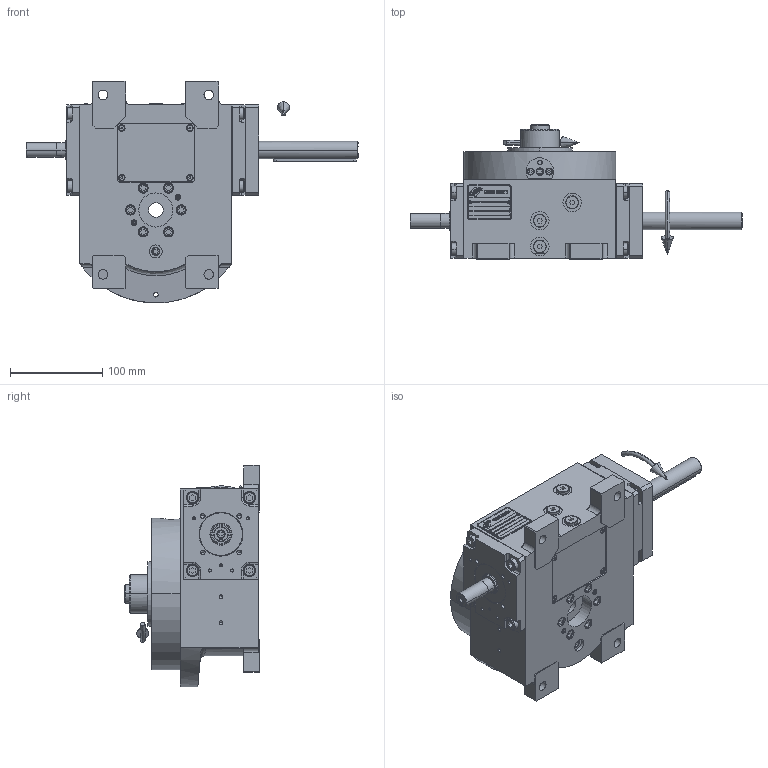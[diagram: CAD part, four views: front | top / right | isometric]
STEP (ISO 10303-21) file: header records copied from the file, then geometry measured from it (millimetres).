
FILE_DESCRIPTION (( 'STEP AP203' ), '1' );
FILE_NAME ('PC5200453.step', '2024-07-02T06:58:53', ( '' ), ( '' ), 'SwSTEP 2.0', 'SolidWorks 2020', '' );
FILE_SCHEMA (( 'CONFIG_CONTROL_DESIGN' ));
Length unit declared in the file: millimetre
Products named in the file (76): rig06_021; AS_rig04_004_s_002; cfn2128_05_006; cfn2000_01_151; rig04_004_s_001; rig04_003_10; AS_rig04_002_bl_011; cfn2000_01_147; freccia_angolare; cfn2223_01-390x6-b; cfn2107_01_001; rig04_002_bl_011; cfn2000_01_129; cfn2203_02_001; cfn2104_02_017; 900_38_30_003; rig04_004; cfn2003_01_063; cfn2077_01_018; cfn2155_01_007; AS_cfn2476_01_001_48x38; AS_rig04_014; cfn2070_05_001; cfn2476_01_001_48x38; olio_agip_blasia_150; cfn2000_01_161; PC5200453; AS_rig04_004_s_001; cfn2155_01_038; cfn2155_01_055; cfn2128_04_011; cfn2151_01_092; cfn2151_01_087; AS_900_38_30_003; cfn2276_01_065; rig04_001_a_s_012; cfn2000_01_185; cfn2151_01_162; cfn2104_01_002; cfn2155_01_186 ...
Assembly tree (75 placements, depth 3):
  cfn2223_01-390x6-b
  cfn2203_02_001
  cfn2077_01_018
  olio_agip_blasia_150
  PC5200453
    rig04_001_a_s_012
    AS_cfn2476_01_001_48x38
      cfn2476_01_001_48x38
      cfn2107_01_001
      cfn2107_01_001
    AS_rig04_071_10_m
      rig04_005
      rig04_003_10
      cfn2155_01_007
      rig06_021
      cfn2010_02_002
      cfn2000_01_185
      cfn2000_01_185
      cfn2104_02_017
      cfn2000_01_147  x8
      cfn2104_01_016  x2
    AS_rig04_014
      rig04_014
      cfn2000_01_151
      cfn2000_01_151
      cfn2000_01_151
      cfn2000_01_151
      cfn2000_01_151
      cfn2000_01_151
      cfn2155_01_186
      cfn2104_01_002
      cfn2104_01_002
    AS_rig04_004_s_002
      rig04_004_s_002
      cfn2155_01_038
      cfn2070_05_001
      cfn2000_01_129
      cfn2000_01_129  x2
      cfn2000_01_129
    AS_rig04_004
      rig04_004
      cfn2155_01_055
      cfn2070_05_001
      cfn2000_01_129  x2
      cfn2000_01_129
      cfn2000_01_129
    AS_rig04_002_bl_011
      rig04_002_bl_011
      cfn2115_02_068
    AS_rig04_004_s_001
      rig04_004_s_001
      cfn2000_01_129
      cfn2000_01_129
      cfn2000_01_129  x2
    cfn2128_04_011
    cfn2128_04_011
    cfn2128_04_011
    cfn2128_05_006
    AS_rig04_015
      rig04_015
Bounding box: 360.5 x 146 x 240.94 mm (x, y, z)
Volume: 1486966.9 mm3; surface area: 455737.4 mm2
Topology: 80 solids, 80 shells, 2262 faces, 5474 edges, 3494 vertices
Faces by surface type: plane 1137, cylinder 709, cone 395, torus 14, sphere 6, bspline 1
Entity records: 69136 total; most frequent: CARTESIAN_POINT 12755, DIRECTION 10296, ORIENTED_EDGE 9698, EDGE_CURVE 4849, AXIS2_PLACEMENT_3D 3584, VERTEX_POINT 3153, LINE 3128, VECTOR 3128
